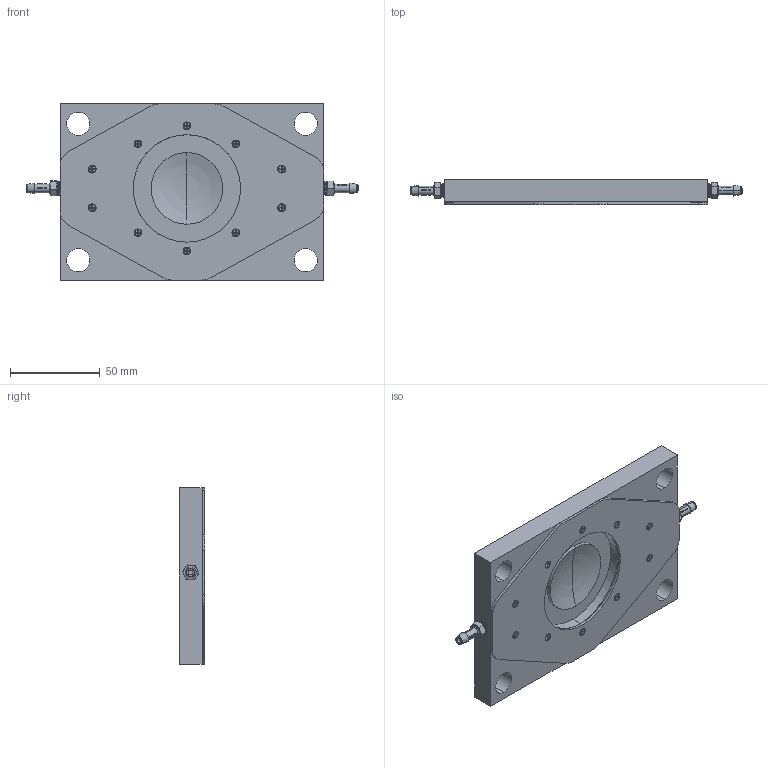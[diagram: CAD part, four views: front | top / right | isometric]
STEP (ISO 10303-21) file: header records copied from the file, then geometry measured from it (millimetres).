
FILE_DESCRIPTION (( 'STEP AP214' ), '1' );
FILE_NAME ('takeo''s fixture asm.STEP', '2015-06-02T17:59:37', ( '' ), ( '' ), 'SwSTEP 2.0', 'SolidWorks 2014', '' );
FILE_SCHEMA (( 'AUTOMOTIVE_DESIGN' ));
Length unit declared in the file: millimetre
Products named in the file (5): takeo''s fixture asm; 5047K114 fitting_5047K114; flat head screw_ai_CR-FHMS 0.086-64x0.3125x0.3125-N; takeo''s fixture top; takeo''s fixture base
Assembly tree (14 placements, depth 2):
  takeo''s fixture asm
    takeo''s fixture base
    takeo''s fixture top
    flat head screw_ai_CR-FHMS 0.086-64x0.3125x0.3125-N  x10
    5047K114 fitting_5047K114  x2
Bounding box: 185.48 x 14.3 x 98.4 mm (x, y, z)
Volume: 171080.9 mm3; surface area: 58980.7 mm2
Topology: 14 solids, 14 shells, 537 faces, 1650 edges, 1155 vertices
Faces by surface type: plane 227, cylinder 150, cone 142, torus 10, bspline 8
Entity records: 13749 total; most frequent: CARTESIAN_POINT 6197, ORIENTED_EDGE 1678, DIRECTION 1341, EDGE_CURVE 839, VERTEX_POINT 605, AXIS2_PLACEMENT_3D 525, EDGE_LOOP 318, B_SPLINE_CURVE_WITH_KNOTS 298
